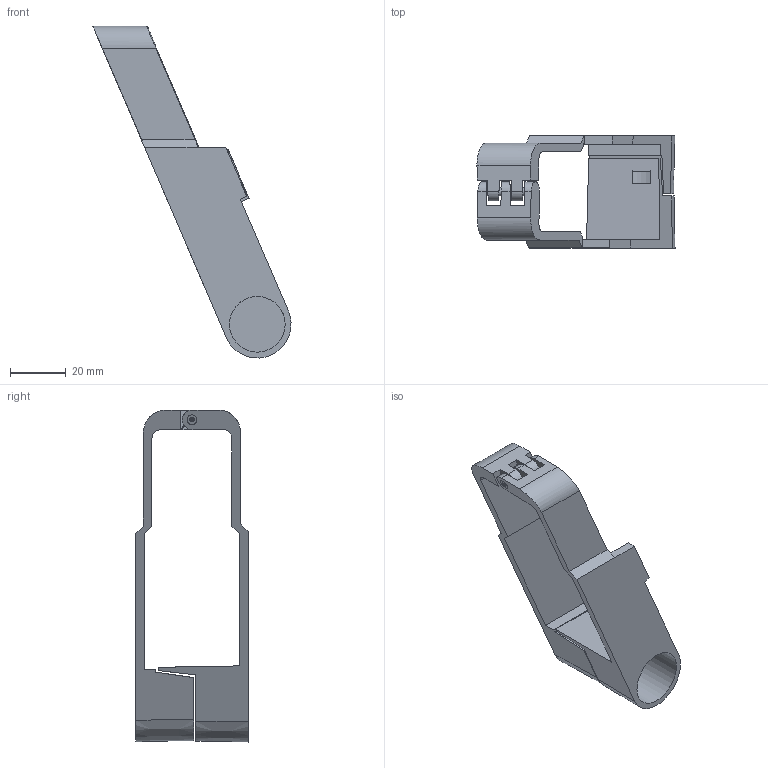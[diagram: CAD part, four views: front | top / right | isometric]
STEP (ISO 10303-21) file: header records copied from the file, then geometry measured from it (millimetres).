
FILE_DESCRIPTION(/* description */ ('Unknown'),/* implementation_level */ '2;1');
FILE_NAME(/* name */ 'hinge only assembly',/* time_stamp */ '2022-11-22T18:56:37-05:00',/* author */ ('Unknown'),/* organization */ ('Unknown'),/* preprocessor_version */ 'ST-DEVELOPER v16.7',/* originating_system */ 'Solid Edge',/* authorisation */ 'Unknown');
FILE_SCHEMA (('AUTOMOTIVE_DESIGN {1 0 10303 214 3 1 1}'));
Length unit declared in the file: millimetre
Products named in the file (4): hinge only assembly; hinge bent ; hinge pin; strengthened hinge 1
Assembly tree (3 placements, depth 2):
  hinge only assembly
    hinge bent 
    hinge pin
    strengthened hinge 1
Bounding box: 71 x 40.28 x 119.02 mm (x, y, z)
Volume: 27920.4 mm3; surface area: 20287.4 mm2
Topology: 3 solids, 3 shells, 98 faces, 271 edges, 183 vertices
Faces by surface type: plane 76, cylinder 19, cone 2, torus 1
Full cylindrical faces by diameter (mm): 3 x1, 3.5 x5, 20 x2
Entity records: 3109 total; most frequent: CARTESIAN_POINT 534, ORIENTED_EDGE 504, DIRECTION 500, EDGE_CURVE 252, LINE 204, VECTOR 204, VERTEX_POINT 174, AXIS2_PLACEMENT_3D 148
